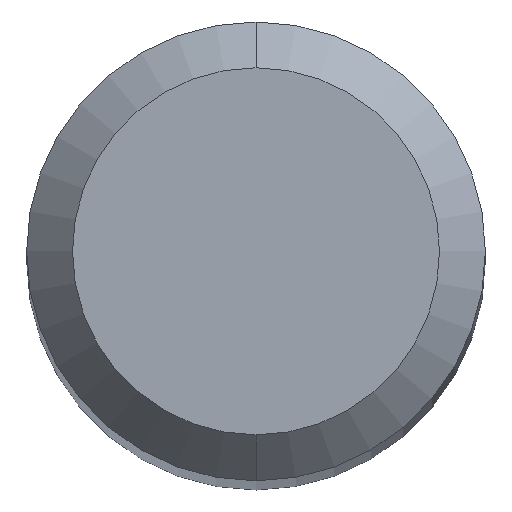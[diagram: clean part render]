
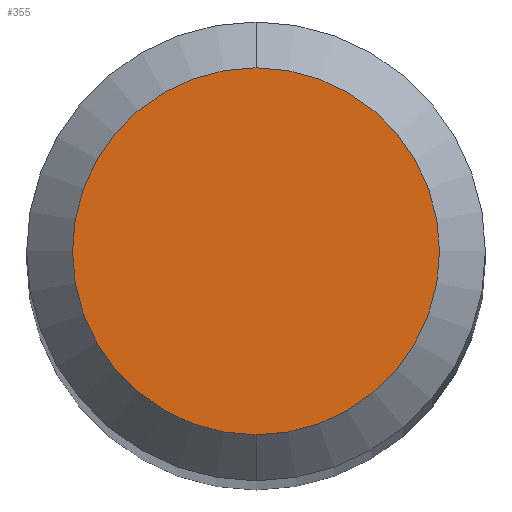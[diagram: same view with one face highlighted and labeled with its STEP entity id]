
A CAD part, top view. The second image highlights one B-rep face of the part: STEP entity #355.
In plain terms, the highlighted planar face has unit normal (0, 0, 1).
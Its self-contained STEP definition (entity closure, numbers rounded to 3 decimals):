
#205=EDGE_CURVE('',#377,#371,#515,.T.);
#355=ADVANCED_FACE('',(#680),#681,.T.);
#371=VERTEX_POINT('',#697);
#377=VERTEX_POINT('',#704);
#435=EDGE_CURVE('',#371,#377,#768,.T.);
#515=CIRCLE('',#865,1.2);
#680=FACE_OUTER_BOUND('',#1222,.T.);
#681=PLANE('',#1223);
#697=CARTESIAN_POINT('',(0.0,1.2,0.0));
#704=CARTESIAN_POINT('',(0.,-1.2,0.0));
#768=CIRCLE('',#1350,1.2);
#865=AXIS2_PLACEMENT_3D('',#1476,#1477,#1478);
#1222=EDGE_LOOP('',(#1654,#1655));
#1223=AXIS2_PLACEMENT_3D('',#1656,#1657,#1658);
#1350=AXIS2_PLACEMENT_3D('',#1744,#1745,#1746);
#1476=CARTESIAN_POINT('',(0.0,0.0,0.0));
#1477=DIRECTION('',(0.0,0.0,-1.0));
#1478=DIRECTION('',(0.0,1.0,0.0));
#1654=ORIENTED_EDGE('',*,*,#435,.F.);
#1655=ORIENTED_EDGE('',*,*,#205,.F.);
#1656=CARTESIAN_POINT('',(0.0,0.6,0.0));
#1657=DIRECTION('',(-0.0,0.0,1.0));
#1658=DIRECTION('',(0.0,-1.0,0.0));
#1744=CARTESIAN_POINT('',(0.0,0.0,0.0));
#1745=DIRECTION('',(0.0,0.0,-1.0));
#1746=DIRECTION('',(0.0,1.0,0.0));
